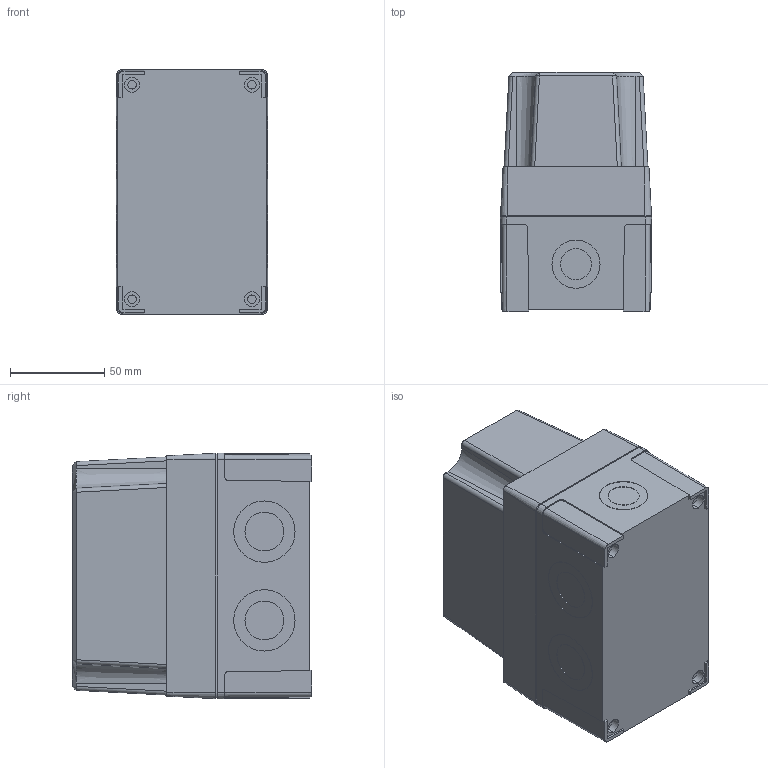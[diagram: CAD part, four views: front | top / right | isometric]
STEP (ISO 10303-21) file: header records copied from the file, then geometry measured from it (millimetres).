
FILE_DESCRIPTION (( 'STEP AP203' ), '1' );
FILE_NAME ('ULPCM100125T_Default.step', '2025-08-29T17:47:55', ( 'Windows User' ), ( 'AUTOMATION DIRECT' ), 'SwSTEP 2.0', 'SolidWorks 2024', '' );
FILE_SCHEMA (( 'CONFIG_CONTROL_DESIGN' ));
Length unit declared in the file: inch
Products named in the file (1): ULPCM100125T_Default
Bounding box: 80.1 x 126.6 x 130.1 mm (x, y, z)
Volume: 217524.4 mm3; surface area: 149037.6 mm2
Topology: 6 solids, 6 shells, 565 faces, 1398 edges, 921 vertices
Faces by surface type: plane 331, cylinder 184, cone 48, bspline 2
Entity records: 19325 total; most frequent: CARTESIAN_POINT 5549, DIRECTION 2901, ORIENTED_EDGE 2796, EDGE_CURVE 1398, AXIS2_PLACEMENT_3D 1036, VERTEX_POINT 921, VECTOR 829, LINE 829
